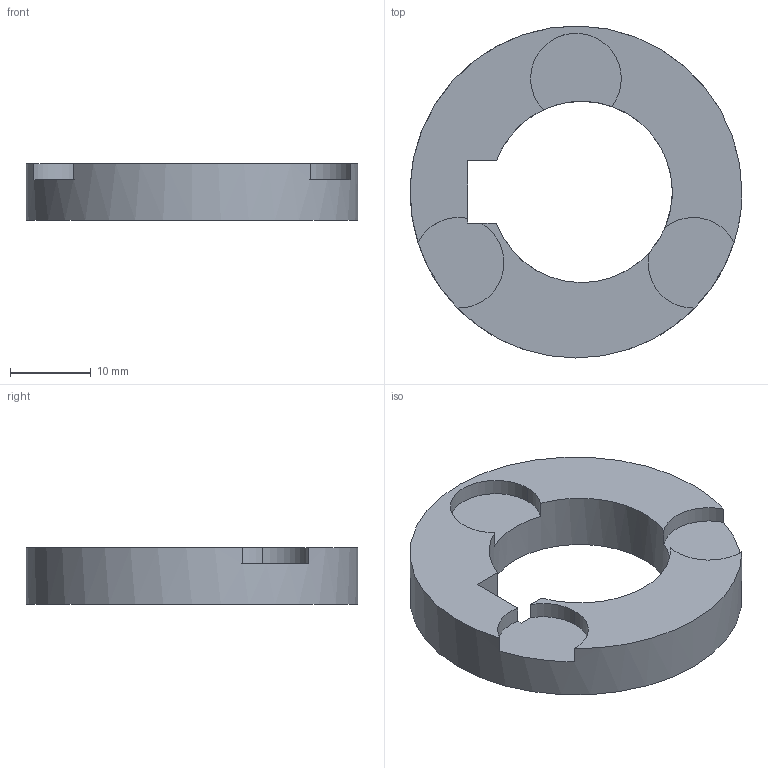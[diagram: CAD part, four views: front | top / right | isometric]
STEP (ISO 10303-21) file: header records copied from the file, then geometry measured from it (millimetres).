
FILE_DESCRIPTION(('FreeCAD Model'),'2;1');
FILE_NAME('map4_holder.step', '2017-07-09T00:34:32',('Author'),(''), 'Open CASCADE STEP processor 6.8','FreeCAD','Unknown');
FILE_SCHEMA(('AUTOMOTIVE_DESIGN_CC2 { 1 2 10303 214 -1 1 5 4 }'));
Length unit declared in the file: millimetre
Products named in the file (1): Cut
Bounding box: 41 x 41 x 7 mm (x, y, z)
Volume: 5814.5 mm3; surface area: 3316.2 mm2
Topology: 1 solids, 1 shells, 18 faces, 51 edges, 34 vertices
Faces by surface type: cylinder 9, plane 9
Full cylindrical faces by diameter (mm): 41 x1
Entity records: 1307 total; most frequent: CARTESIAN_POINT 314, DIRECTION 179, ORIENTED_EDGE 102, PCURVE 102, DEFINITIONAL_REPRESENTATION 102, LINE 77, VECTOR 77, EDGE_CURVE 51
